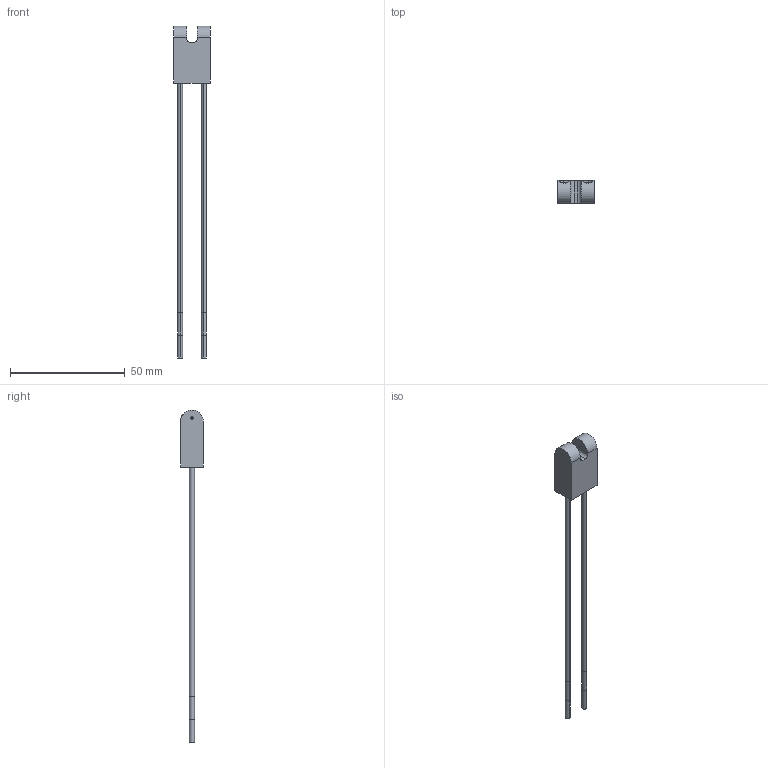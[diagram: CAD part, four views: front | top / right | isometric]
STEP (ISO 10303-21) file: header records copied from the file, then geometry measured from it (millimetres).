
FILE_DESCRIPTION((''),'2;1');
FILE_NAME('166424_ASM','2016-01-05T',('pdmadmin'),(''),'PRO/ENGINEER BY PARAMETRIC TECHNOLOGY CORPORATION, 2013230','PRO/ENGINEER BY PARAMETRIC TECHNOLOGY CORPORATION, 2013230','');
FILE_SCHEMA(('CONFIG_CONTROL_DESIGN'));
Length unit declared in the file: inch
Products named in the file (4): 66730_AF3; 51022; FIBER_CORE_1MM_45_DEG_AF3; 166424_ASM
Assembly tree (4 placements, depth 2):
  166424_ASM
    66730_AF3
    51022  x2
    FIBER_CORE_1MM_45_DEG_AF3
Bounding box: 16 x 10.01 x 144.89 mm (x, y, z)
Volume: 3436.2 mm3; surface area: 4693.4 mm2
Topology: 5 solids, 9 shells, 90 faces, 234 edges, 152 vertices
Faces by surface type: cylinder 52, plane 30, bspline 8
Entity records: 2935 total; most frequent: CARTESIAN_POINT 852, DIRECTION 434, ORIENTED_EDGE 400, EDGE_CURVE 206, AXIS2_PLACEMENT_3D 170, VERTEX_POINT 136, VECTOR 94, LINE 94
